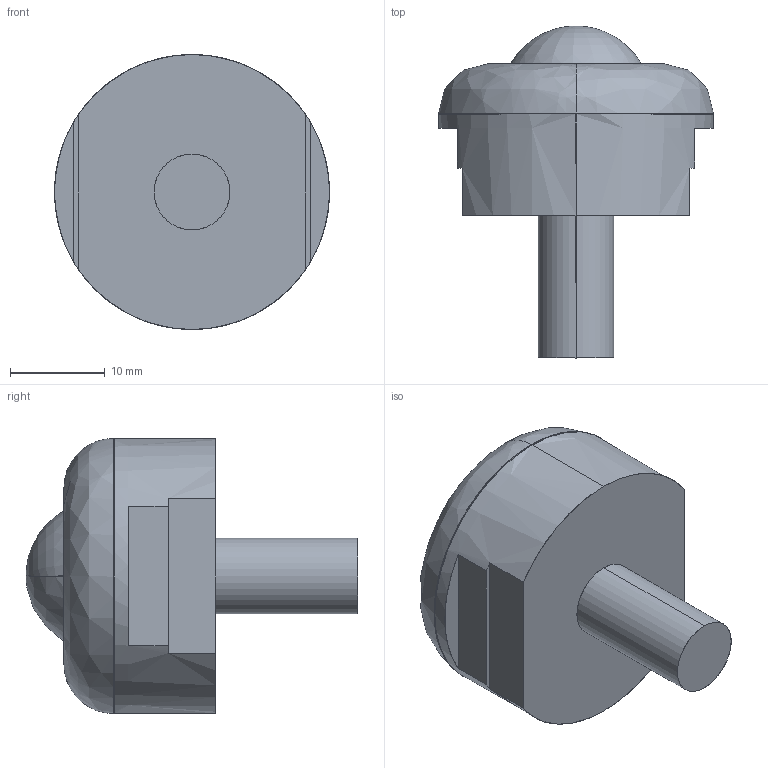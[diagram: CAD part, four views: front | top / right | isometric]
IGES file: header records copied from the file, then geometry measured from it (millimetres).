
Start section: SolidWorks IGES file using analytic representation for surfaces
Global section: file name: K-145-16NW.IGS; native system: SolidWorks 2007; preprocessor: SolidWorks 2007; author: 11sw; date: 090810.133633; units: millimetre
Bounding box: 29 x 35 x 29 mm (x, y, z)
Surface area: 3448.3 mm2 (no closed solid volume)
Topology: 0 solids, 0 shells, 23 faces, 452 edges, 451 vertices
Faces by surface type: bspline 15, revolution 8
